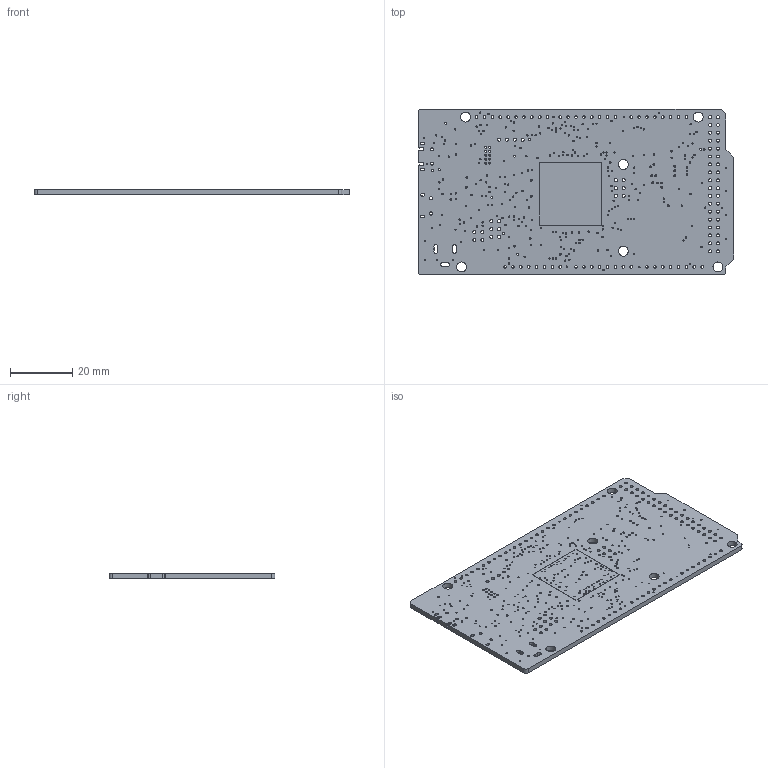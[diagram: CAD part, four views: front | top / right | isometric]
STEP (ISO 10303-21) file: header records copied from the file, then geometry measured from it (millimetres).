
FILE_DESCRIPTION(/* description */ (''),/* implementation_level */ '2;1');
FILE_NAME(/* name */ 'DUE_V02g v1.step',/* time_stamp */ '2020-03-02T18:39:58-05:00',/* author */ (''),/* organization */ (''),/* preprocessor_version */ 'ST-DEVELOPER v18',/* originating_system */ 'Autodesk Translation Framework v8.12.0.6',/* authorisation */ '');
FILE_SCHEMA (('AUTOMOTIVE_DESIGN { 1 0 10303 214 3 1 1 }'));
Length unit declared in the file: millimetre
Products named in the file (4): DUE_V02g; PCB Component; Board; ATSAM3X8EA-AU
Assembly tree (3 placements, depth 3):
  DUE_V02g
    PCB Component
      Board
      ATSAM3X8EA-AU
Bounding box: 101.6 x 53.34 x 1.77 mm (x, y, z)
Volume: 8681.5 mm3; surface area: 13266 mm2
Topology: 2 solids, 2 shells, 572 faces, 1704 edges, 1136 vertices
Faces by surface type: cylinder 553, plane 19
Full cylindrical faces by diameter (mm): 0.406 x332, 0.6 x10, 0.61 x50, 0.85 x50, 0.95 x40, 1 x4, 1.016 x12, 3.2 x6
Entity records: 22624 total; most frequent: DIRECTION 3968, CARTESIAN_POINT 3419, ORIENTED_EDGE 3408, EDGE_CURVE 1704, AXIS2_PLACEMENT_3D 1685, EDGE_LOOP 1602, VERTEX_POINT 1136, CIRCLE 1106
